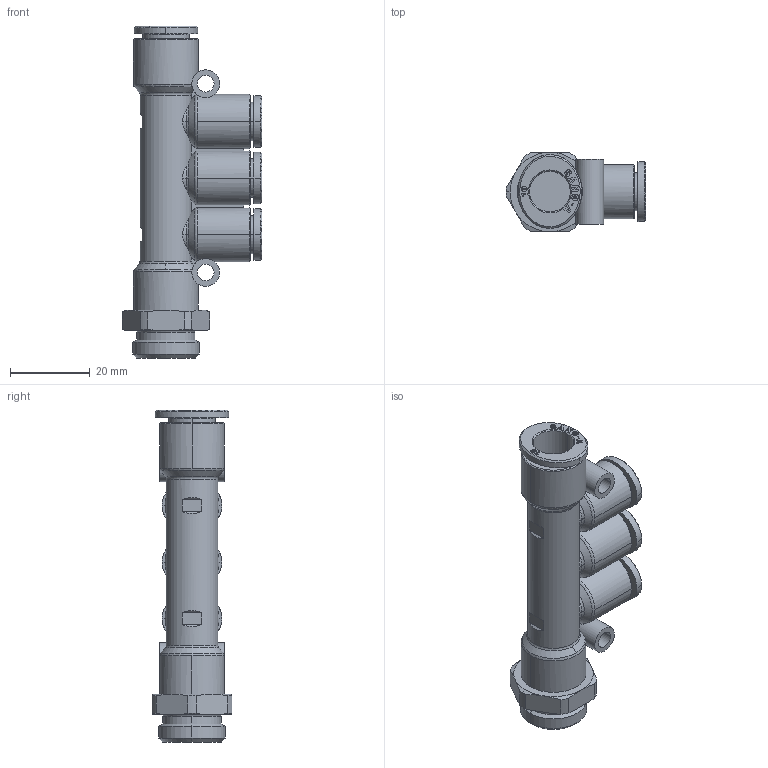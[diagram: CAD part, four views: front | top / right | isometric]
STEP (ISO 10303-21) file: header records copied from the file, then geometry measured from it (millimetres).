
FILE_DESCRIPTION (( 'STEP AP214' ), '1' );
FILE_NAME ('PKD10-08-G03.stp', '2015-08-24T10:10:12', ( '' ), ( '' ), 'SwSTEP 2.0', 'SolidWorks 2015', '' );
FILE_SCHEMA (( 'AUTOMOTIVE_DESIGN' ));
Length unit declared in the file: millimetre
Products named in the file (2): ｦ+ﾃｦ1; PKD10-08-G03
Assembly tree (1 placements, depth 2):
  PKD10-08-G03
    ｦ+ﾃｦ1
Bounding box: 35.1 x 20 x 83.4 mm (x, y, z)
Volume: 17216.6 mm3; surface area: 11215.3 mm2
Topology: 1 solids, 1 shells, 1682 faces, 4773 edges, 3170 vertices
Faces by surface type: plane 1422, bspline 107, cylinder 79, cone 63, torus 11
Entity records: 58986 total; most frequent: CARTESIAN_POINT 14667, ORIENTED_EDGE 9546, DIRECTION 7830, EDGE_CURVE 4773, VECTOR 4160, LINE 4160, VERTEX_POINT 3170, AXIS2_PLACEMENT_3D 1835
